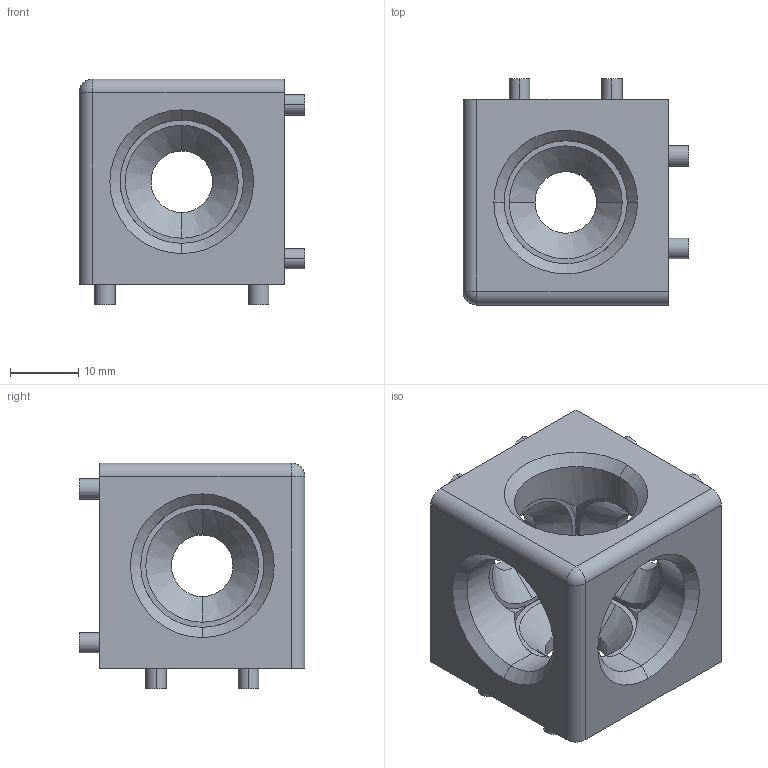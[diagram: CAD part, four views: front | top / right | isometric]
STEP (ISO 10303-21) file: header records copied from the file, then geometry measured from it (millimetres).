
FILE_DESCRIPTION(('STEP AP214'),'1');
FILE_NAME('cctmp_26C60A12-0E05-48D9-A9E7-F8A4CA4FAADF_2020_1_10_11_36_47_48..stp','2020-01-10T10:36:47',('Bosch Rexroth AG'),('CADClick - www.CADClick.com'),'Spatial InterOp 3D',' ','unknown authorization - (Healing Option Enabled)');
FILE_SCHEMA(('AUTOMOTIVE_DESIGN'));
Length unit declared in the file: millimetre
Products named in the file (1): 2020_01_10__11-36-47-045
Bounding box: 33 x 33 x 33 mm (x, y, z)
Volume: 14227.8 mm3; surface area: 6916.2 mm2
Topology: 1 solids, 1 shells, 94 faces, 209 edges, 128 vertices
Faces by surface type: cylinder 51, plane 30, cone 12, sphere 1
Entity records: 3393 total; most frequent: CARTESIAN_POINT 501, DIRECTION 472, ORIENTED_EDGE 418, EDGE_CURVE 209, AXIS2_PLACEMENT_3D 191, VERTEX_POINT 128, EDGE_LOOP 115, CIRCLE 96
